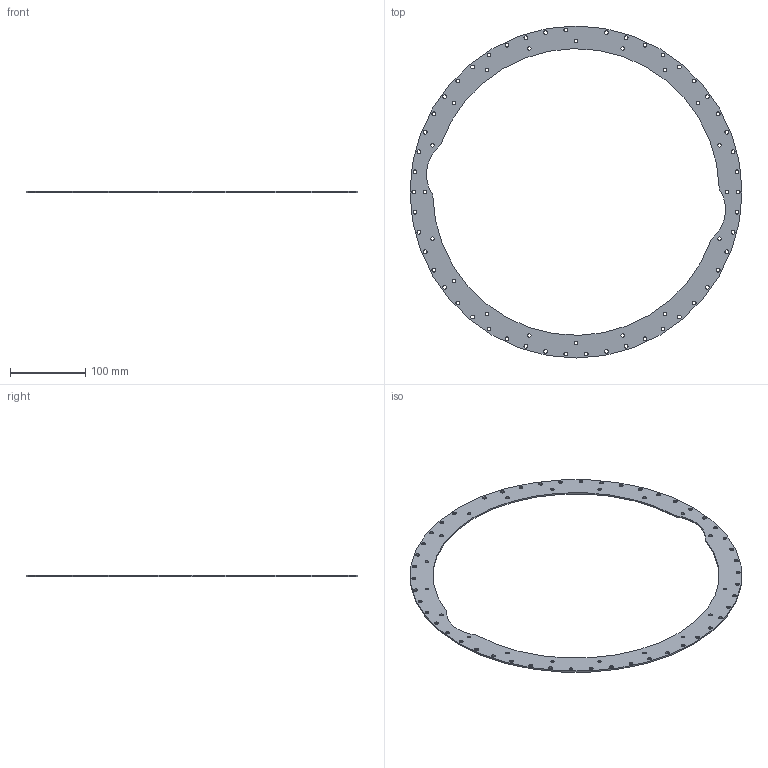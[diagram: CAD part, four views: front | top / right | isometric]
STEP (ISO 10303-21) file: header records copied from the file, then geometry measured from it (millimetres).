
FILE_DESCRIPTION(/* description */ (''),/* implementation_level */ '2;1');
FILE_NAME(/* name */ 'chopper_wheel.step',/* time_stamp */ '2020-09-24T16:17:03+10:00',/* author */ (''),/* organization */ (''),/* preprocessor_version */ 'ST-DEVELOPER v18.1',/* originating_system */ 'Autodesk Translation Framework v9.3.0.1241',/* authorisation */ '');
FILE_SCHEMA (('AUTOMOTIVE_DESIGN { 1 0 10303 214 3 1 1 }'));
Length unit declared in the file: millimetre
Products named in the file (1): chopper_wheel
Bounding box: 440 x 440 x 2 mm (x, y, z)
Volume: 72893.6 mm3; surface area: 80147 mm2
Topology: 1 solids, 1 shells, 75 faces, 219 edges, 146 vertices
Faces by surface type: cylinder 73, plane 2
Full cylindrical faces by diameter (mm): 4.5 x19, 5 x49, 440 x1
Entity records: 2895 total; most frequent: DIRECTION 517, CARTESIAN_POINT 441, ORIENTED_EDGE 438, AXIS2_PLACEMENT_3D 222, EDGE_CURVE 219, EDGE_LOOP 213, CIRCLE 146, VERTEX_POINT 146
